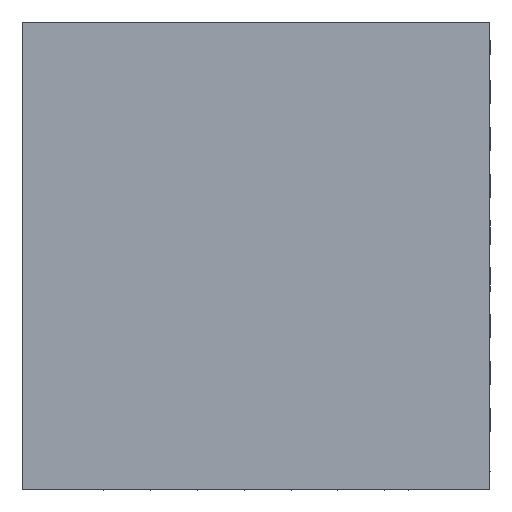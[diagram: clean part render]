
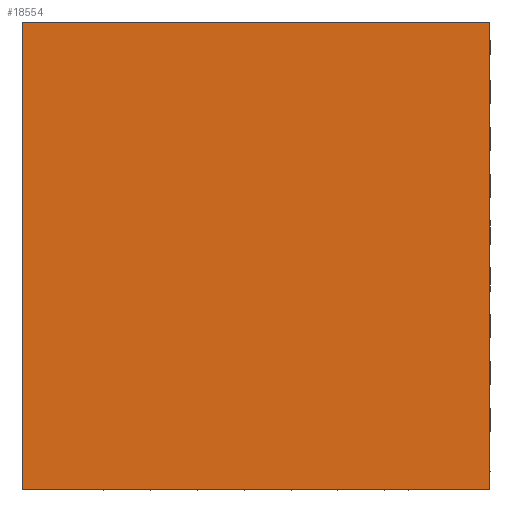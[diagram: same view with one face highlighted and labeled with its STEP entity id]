
A CAD part, front view. The second image highlights one B-rep face of the part: STEP entity #18554.
In plain terms, the highlighted planar face has unit normal (0, -1, 0).
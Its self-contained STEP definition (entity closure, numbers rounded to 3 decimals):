
#852=ORIENTED_EDGE('',*,*,#6158,.T.);
#853=ORIENTED_EDGE('',*,*,#6206,.T.);
#854=ORIENTED_EDGE('',*,*,#6245,.T.);
#855=ORIENTED_EDGE('',*,*,#6291,.T.);
#6158=EDGE_CURVE('',#8955,#8954,#10818,.T.);
#6206=EDGE_CURVE('',#8954,#9001,#10866,.T.);
#6245=EDGE_CURVE('',#9001,#9040,#10905,.T.);
#6291=EDGE_CURVE('',#9040,#8955,#10951,.T.);
#8954=VERTEX_POINT('',#29877);
#8955=VERTEX_POINT('',#29879);
#9001=VERTEX_POINT('',#29973);
#9040=VERTEX_POINT('',#30052);
#10818=LINE('',#29878,#13282);
#10866=LINE('',#29974,#13330);
#10905=LINE('',#30053,#13369);
#10951=LINE('',#30143,#13415);
#13282=VECTOR('',#24717,1000.);
#13330=VECTOR('',#24767,1000.);
#13369=VECTOR('',#24808,1000.);
#13415=VECTOR('',#24856,1000.);
#15722=EDGE_LOOP('',(#852,#853,#854,#855));
#16728=FACE_BOUND('',#15722,.T.);
#17725=PLANE('',#23354);
#18554=ADVANCED_FACE('',(#16728),#17725,.T.);
#23354=AXIS2_PLACEMENT_3D('',#30337,#24974,#24975);
#24717=DIRECTION('',(0.,0.,1.));
#24767=DIRECTION('',(-1.,0.,0.));
#24808=DIRECTION('',(0.,0.,-1.));
#24856=DIRECTION('',(1.,0.,0.));
#24974=DIRECTION('',(0.,-1.,0.));
#24975=DIRECTION('',(0.,0.,-1.));
#29877=CARTESIAN_POINT('',(-107.168,0.2,60.339));
#29878=CARTESIAN_POINT('',(-107.168,0.2,55.339));
#29879=CARTESIAN_POINT('',(-107.168,0.2,55.339));
#29973=CARTESIAN_POINT('',(-112.168,0.2,60.339));
#29974=CARTESIAN_POINT('',(-107.168,0.2,60.339));
#30052=CARTESIAN_POINT('',(-112.168,0.2,55.339));
#30053=CARTESIAN_POINT('',(-112.168,0.2,60.339));
#30143=CARTESIAN_POINT('',(-112.168,0.2,55.339));
#30337=CARTESIAN_POINT('',(-107.168,0.2,60.339));
